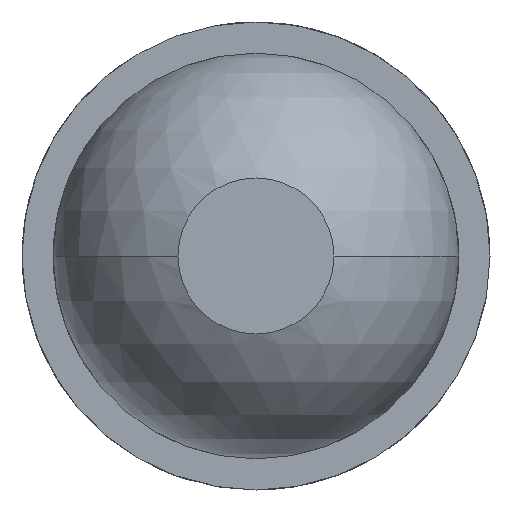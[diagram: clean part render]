
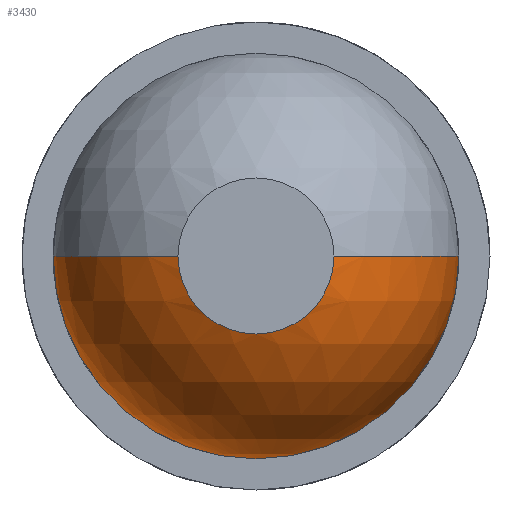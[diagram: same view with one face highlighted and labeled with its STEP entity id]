
A CAD part, front view. The second image highlights one B-rep face of the part: STEP entity #3430.
In plain terms, the highlighted spherical face has radius 0.39 mm.
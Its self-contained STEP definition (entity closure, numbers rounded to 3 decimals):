
#37 = ORIENTED_EDGE ( 'NONE', *, *, #946, .F. ) ;
#161 = DIRECTION ( 'NONE',  ( 0., 0., -1. ) ) ;
#216 = DIRECTION ( 'NONE',  ( 0., -1., 0. ) ) ;
#301 = AXIS2_PLACEMENT_3D ( 'NONE', #3327, #1344, #2494 ) ;
#370 = EDGE_CURVE ( 'Defeature ausgef�hrt3_1+Defeature ausgef�hrt3_2+Defeature ausgef�hrt3_2+Defeature ausgef�hrt3_2', #1285, #503, #3360, .T. ) ;
#466 = CIRCLE ( 'NONE', #2325, 0.39 ) ;
#483 = CARTESIAN_POINT ( 'NONE',  ( 0.39, -35.94, 0. ) ) ;
#503 = VERTEX_POINT ( 'NONE', #1007 ) ;
#630 = AXIS2_PLACEMENT_3D ( 'NONE', #1910, #216, #775 ) ;
#655 = CARTESIAN_POINT ( 'NONE',  ( 0., -35.94, 0. ) ) ;
#737 = ORIENTED_EDGE ( 'NONE', *, *, #1335, .F. ) ;
#765 = ORIENTED_EDGE ( 'NONE', *, *, #2317, .F. ) ;
#770 = CARTESIAN_POINT ( 'NONE',  ( 0., -35.94, 0. ) ) ;
#775 = DIRECTION ( 'NONE',  ( 0., 0., -1. ) ) ;
#843 = DIRECTION ( 'NONE',  ( 0., 0., 1. ) ) ;
#946 = EDGE_CURVE ( 'Defeature ausgef�hrt3_34+Defeature ausgef�hrt3_2+Defeature ausgef�hrt3_2+Defeature ausgef�hrt3_2', #1304, #1191, #3566, .T. ) ;
#968 = DIRECTION ( 'NONE',  ( 0., 0., 1. ) ) ;
#1001 = DIRECTION ( 'NONE',  ( 0., 0., 1. ) ) ;
#1007 = CARTESIAN_POINT ( 'NONE',  ( 0., -35.94, -0.39 ) ) ;
#1013 = DIRECTION ( 'NONE',  ( 0., 1., 0. ) ) ;
#1054 = CIRCLE ( 'NONE', #301, 0.15 ) ;
#1191 = VERTEX_POINT ( 'NONE', #1490 ) ;
#1217 = CARTESIAN_POINT ( 'NONE',  ( 0., -35.94, 0. ) ) ;
#1285 = VERTEX_POINT ( 'NONE', #483 ) ;
#1304 = VERTEX_POINT ( 'NONE', #2780 ) ;
#1335 = EDGE_CURVE ( 'Defeature ausgef�hrt3_34+Defeature ausgef�hrt3_2+Defeature ausgef�hrt3_2+Defeature ausgef�hrt3_2', #1191, #2139, #1054, .T. ) ;
#1344 = DIRECTION ( 'NONE',  ( 0., -1., 0. ) ) ;
#1361 = CARTESIAN_POINT ( 'NONE',  ( 0., -35.94, 0. ) ) ;
#1392 = CIRCLE ( 'NONE', #3183, 0.39 ) ;
#1490 = CARTESIAN_POINT ( 'NONE',  ( 0., -36.3, -0.15 ) ) ;
#1647 = AXIS2_PLACEMENT_3D ( 'NONE', #1217, #2624, #2342 ) ;
#1745 = AXIS2_PLACEMENT_3D ( 'NONE', #770, #161, #2719 ) ;
#1800 = DIRECTION ( 'NONE',  ( 0., 1., 0. ) ) ;
#1856 = AXIS2_PLACEMENT_3D ( 'NONE', #655, #1800, #968 ) ;
#1910 = CARTESIAN_POINT ( 'NONE',  ( 0., -36.3, 0. ) ) ;
#1972 = CARTESIAN_POINT ( 'NONE',  ( 0.15, -36.3, 0. ) ) ;
#1973 = DIRECTION ( 'NONE',  ( 1., 0., 0. ) ) ;
#2139 = VERTEX_POINT ( 'NONE', #1972 ) ;
#2156 = CARTESIAN_POINT ( 'NONE',  ( 0., -35.94, 0. ) ) ;
#2192 = FACE_OUTER_BOUND ( 'NONE', #3216, .T. ) ;
#2317 = EDGE_CURVE ( 'NONE', #2139, #1285, #1392, .T. ) ;
#2325 = AXIS2_PLACEMENT_3D ( 'NONE', #2156, #1013, #1001 ) ;
#2342 = DIRECTION ( 'NONE',  ( -1., 0., 0. ) ) ;
#2494 = DIRECTION ( 'NONE',  ( 0., 0., -1. ) ) ;
#2530 = EDGE_CURVE ( 'NONE', #1304, #3406, #3281, .T. ) ;
#2589 = ORIENTED_EDGE ( 'NONE', *, *, #370, .F. ) ;
#2595 = SPHERICAL_SURFACE ( 'NONE', #1745, 0.39 ) ;
#2624 = DIRECTION ( 'NONE',  ( 0., 0., -1. ) ) ;
#2664 = ORIENTED_EDGE ( 'NONE', *, *, #3494, .F. ) ;
#2719 = DIRECTION ( 'NONE',  ( 1., 0., 0. ) ) ;
#2780 = CARTESIAN_POINT ( 'NONE',  ( -0.15, -36.3, 0. ) ) ;
#2884 = ORIENTED_EDGE ( 'NONE', *, *, #2530, .T. ) ;
#3183 = AXIS2_PLACEMENT_3D ( 'NONE', #1361, #843, #1973 ) ;
#3216 = EDGE_LOOP ( 'NONE', ( #37, #2884, #2664, #2589, #765, #737 ) ) ;
#3281 = CIRCLE ( 'NONE', #1647, 0.39 ) ;
#3327 = CARTESIAN_POINT ( 'NONE',  ( 0., -36.3, 0. ) ) ;
#3360 = CIRCLE ( 'NONE', #1856, 0.39 ) ;
#3406 = VERTEX_POINT ( 'NONE', #3560 ) ;
#3430 = ADVANCED_FACE ( 'Defeature ausgef�hrt3_2', ( #2192 ), #2595, .T. ) ;
#3494 = EDGE_CURVE ( 'Defeature ausgef�hrt3_1+Defeature ausgef�hrt3_2+Defeature ausgef�hrt3_2+Defeature ausgef�hrt3_2', #503, #3406, #466, .T. ) ;
#3560 = CARTESIAN_POINT ( 'NONE',  ( -0.39, -35.94, 0. ) ) ;
#3566 = CIRCLE ( 'NONE', #630, 0.15 ) ;
